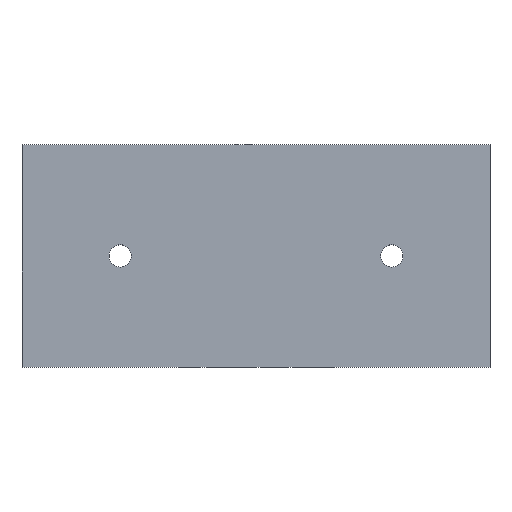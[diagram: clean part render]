
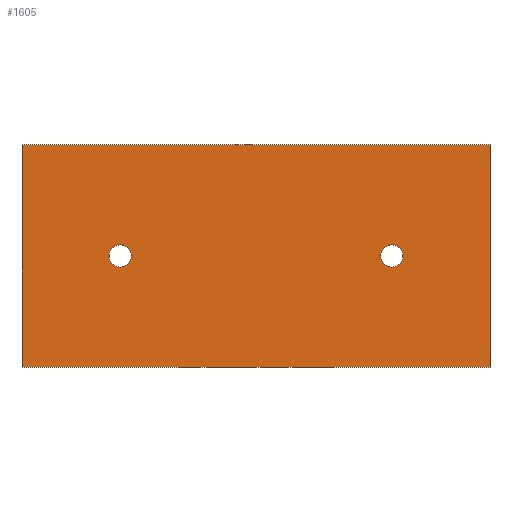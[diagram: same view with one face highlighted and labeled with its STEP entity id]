
A CAD part, top view. The second image highlights one B-rep face of the part: STEP entity #1605.
In plain terms, the highlighted planar face has unit normal (0, 0, 1).
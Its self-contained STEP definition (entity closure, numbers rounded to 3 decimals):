
#42=CIRCLE('',#1683,2.5);
#43=CIRCLE('',#1684,2.5);
#142=ORIENTED_EDGE('',*,*,#448,.F.);
#143=ORIENTED_EDGE('',*,*,#449,.F.);
#144=ORIENTED_EDGE('',*,*,#441,.T.);
#145=ORIENTED_EDGE('',*,*,#403,.T.);
#146=ORIENTED_EDGE('',*,*,#445,.T.);
#147=ORIENTED_EDGE('',*,*,#447,.T.);
#403=EDGE_CURVE('',#559,#558,#666,.T.);
#441=EDGE_CURVE('',#596,#559,#691,.T.);
#445=EDGE_CURVE('',#558,#598,#695,.T.);
#447=EDGE_CURVE('',#598,#596,#697,.T.);
#448=EDGE_CURVE('',#599,#599,#42,.T.);
#449=EDGE_CURVE('',#600,#600,#43,.T.);
#558=VERTEX_POINT('',#2041);
#559=VERTEX_POINT('',#2043);
#596=VERTEX_POINT('',#2207);
#598=VERTEX_POINT('',#2213);
#599=VERTEX_POINT('',#2220);
#600=VERTEX_POINT('',#2222);
#666=LINE('',#2042,#783);
#691=LINE('',#2206,#808);
#695=LINE('',#2214,#812);
#697=LINE('',#2217,#814);
#783=VECTOR('',#1749,1000.);
#808=VECTOR('',#1788,1000.);
#812=VECTOR('',#1794,1000.);
#814=VECTOR('',#1798,1000.);
#905=EDGE_LOOP('',(#142));
#906=EDGE_LOOP('',(#143));
#907=EDGE_LOOP('',(#144,#145,#146,#147));
#996=FACE_BOUND('',#905,.T.);
#997=FACE_BOUND('',#906,.T.);
#998=FACE_BOUND('',#907,.T.);
#1079=PLANE('',#1682);
#1605=ADVANCED_FACE('',(#996,#997,#998),#1079,.T.);
#1682=AXIS2_PLACEMENT_3D('',#2218,#1799,#1800);
#1683=AXIS2_PLACEMENT_3D('',#2219,#1801,#1802);
#1684=AXIS2_PLACEMENT_3D('',#2221,#1803,#1804);
#1749=DIRECTION('',(1.,0.,0.));
#1788=DIRECTION('',(0.,-1.,0.));
#1794=DIRECTION('',(0.,1.,0.));
#1798=DIRECTION('',(-1.,0.,0.));
#1799=DIRECTION('',(0.,0.,1.));
#1800=DIRECTION('',(1.,0.,0.));
#1801=DIRECTION('',(0.,0.,1.));
#1802=DIRECTION('',(1.,0.,0.));
#1803=DIRECTION('',(0.,0.,1.));
#1804=DIRECTION('',(1.,0.,0.));
#2041=CARTESIAN_POINT('',(52.5,-25.,15.));
#2042=CARTESIAN_POINT('',(-52.5,-25.,15.));
#2043=CARTESIAN_POINT('',(-52.5,-25.,15.));
#2206=CARTESIAN_POINT('',(-52.5,25.,15.));
#2207=CARTESIAN_POINT('',(-52.5,25.,15.));
#2213=CARTESIAN_POINT('',(52.5,25.,15.));
#2214=CARTESIAN_POINT('',(52.5,-25.,15.));
#2217=CARTESIAN_POINT('',(52.5,25.,15.));
#2218=CARTESIAN_POINT('',(-52.5,-25.,15.));
#2219=CARTESIAN_POINT('',(-30.475,0.,15.));
#2220=CARTESIAN_POINT('',(-27.975,0.,15.));
#2221=CARTESIAN_POINT('',(30.475,0.,15.));
#2222=CARTESIAN_POINT('',(32.975,0.,15.));
